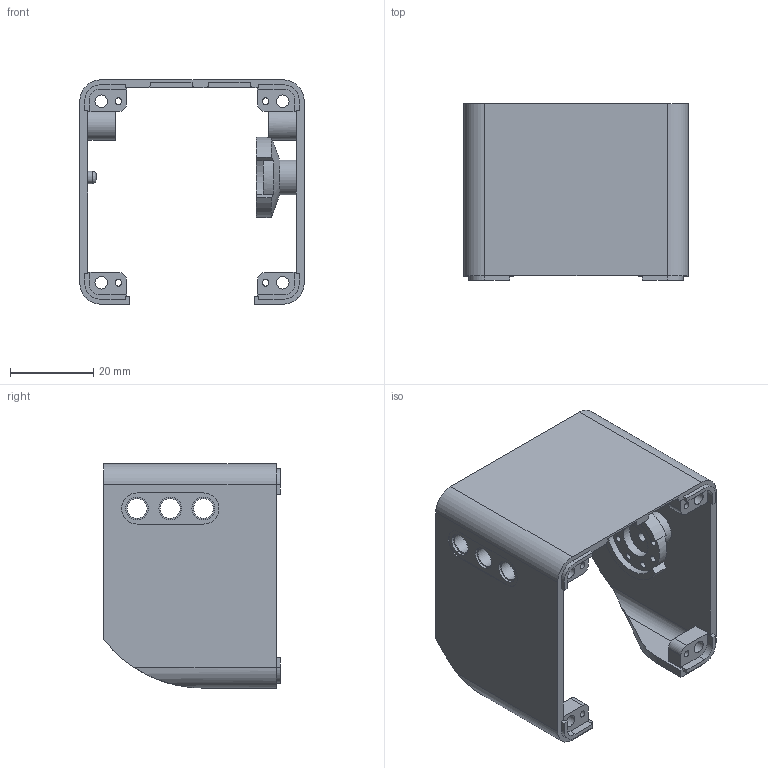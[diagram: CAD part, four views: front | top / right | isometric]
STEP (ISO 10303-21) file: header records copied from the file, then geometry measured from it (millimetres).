
FILE_DESCRIPTION(/* description */ (''),/* implementation_level */ '2;1');
FILE_NAME(/* name */ 'shell_rs30x v7.step',/* time_stamp */ '2021-12-26T11:29:19+09:00',/* author */ (''),/* organization */ (''),/* preprocessor_version */ 'ST-DEVELOPER v18.1',/* originating_system */ 'Autodesk Translation Framework v10.10.0.1391',/* authorisation */ '');
FILE_SCHEMA (('AUTOMOTIVE_DESIGN { 1 0 10303 214 3 1 1 }'));
Length unit declared in the file: millimetre
Products named in the file (1): shell_rs30x
Bounding box: 54 x 42.5 x 54 mm (x, y, z)
Volume: 15502.5 mm3; surface area: 17107.2 mm2
Topology: 1 solids, 1 shells, 422 faces, 1140 edges, 758 vertices
Faces by surface type: plane 183, bspline 162, cylinder 76, cone 1
Full cylindrical faces by diameter (mm): 1.6 x12, 2.2 x1, 3 x5, 4.3 x1, 4.8 x6, 5.5 x12, 8.4 x2
Entity records: 15019 total; most frequent: CARTESIAN_POINT 5292, ORIENTED_EDGE 2280, DIRECTION 1481, EDGE_CURVE 1140, VERTEX_POINT 758, LINE 657, VECTOR 657, EDGE_LOOP 492
